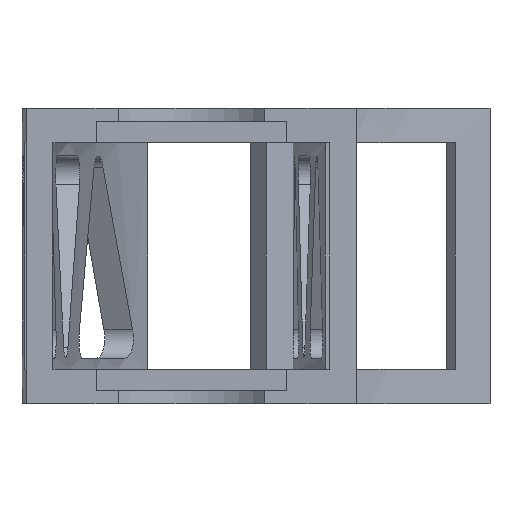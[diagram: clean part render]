
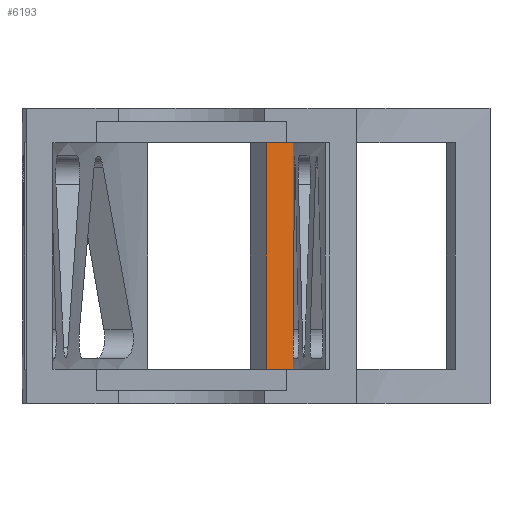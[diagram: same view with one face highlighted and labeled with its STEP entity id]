
A CAD part, left-side view. The second image highlights one B-rep face of the part: STEP entity #6193.
In plain terms, the highlighted planar face has unit normal (-0.731, -0.682, 0).
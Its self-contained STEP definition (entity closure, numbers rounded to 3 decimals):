
#32 = PLANE('',#33);
#33 = AXIS2_PLACEMENT_3D('',#34,#35,#36);
#34 = CARTESIAN_POINT('',(213.407,-15.793,0.));
#35 = DIRECTION('',(0.643,-0.766,0.));
#36 = DIRECTION('',(-0.766,-0.643,0.));
#197 = VERTEX_POINT('',#198);
#198 = CARTESIAN_POINT('',(210.729,-18.041,39.75));
#212 = PLANE('',#213);
#213 = AXIS2_PLACEMENT_3D('',#214,#215,#216);
#214 = CARTESIAN_POINT('',(216.84,-24.594,39.75));
#215 = DIRECTION('',(0.,0.,1.));
#216 = DIRECTION('',(-0.682,0.731,0.));
#224 = EDGE_CURVE('',#197,#225,#227,.T.);
#225 = VERTEX_POINT('',#226);
#226 = CARTESIAN_POINT('',(210.729,-18.041,5.25));
#227 = SURFACE_CURVE('',#228,(#232,#238),.PCURVE_S1.);
#228 = LINE('',#229,#230);
#229 = CARTESIAN_POINT('',(210.729,-18.041,2.625));
#230 = VECTOR('',#231,1.);
#231 = DIRECTION('',(0.,-0.,-1.));
#232 = PCURVE('',#32,#233);
#233 = DEFINITIONAL_REPRESENTATION('',(#234),#237);
#234 = B_SPLINE_CURVE_WITH_KNOTS('',1,(#235,#236),.UNSPECIFIED.,.F.,.F.,
  (2,2),(-37.125,-2.625),.PIECEWISE_BEZIER_KNOTS.);
#235 = CARTESIAN_POINT('',(3.496,-39.75));
#236 = CARTESIAN_POINT('',(3.496,-5.25));
#237 = ( GEOMETRIC_REPRESENTATION_CONTEXT(2) 
PARAMETRIC_REPRESENTATION_CONTEXT() REPRESENTATION_CONTEXT('2D SPACE',''
  ) );
#238 = PCURVE('',#239,#244);
#239 = PLANE('',#240);
#240 = AXIS2_PLACEMENT_3D('',#241,#242,#243);
#241 = CARTESIAN_POINT('',(216.84,-24.594,5.25));
#242 = DIRECTION('',(-0.731,-0.682,0.));
#243 = DIRECTION('',(0.,0.,1.));
#244 = DEFINITIONAL_REPRESENTATION('',(#245),#248);
#245 = B_SPLINE_CURVE_WITH_KNOTS('',1,(#246,#247),.UNSPECIFIED.,.F.,.F.,
  (2,2),(-37.125,-2.625),.PIECEWISE_BEZIER_KNOTS.);
#246 = CARTESIAN_POINT('',(34.5,8.96));
#247 = CARTESIAN_POINT('',(0.,8.96));
#248 = ( GEOMETRIC_REPRESENTATION_CONTEXT(2) 
PARAMETRIC_REPRESENTATION_CONTEXT() REPRESENTATION_CONTEXT('2D SPACE',''
  ) );
#266 = PLANE('',#267);
#267 = AXIS2_PLACEMENT_3D('',#268,#269,#270);
#268 = CARTESIAN_POINT('',(216.84,-24.594,5.25));
#269 = DIRECTION('',(0.,0.,1.));
#270 = DIRECTION('',(-0.682,0.731,0.));
#4451 = PLANE('',#4452);
#4452 = AXIS2_PLACEMENT_3D('',#4453,#4454,#4455);
#4453 = CARTESIAN_POINT('',(210.049,-6.315,5.25));
#4454 = DIRECTION('',(-0.682,0.731,0.));
#4455 = DIRECTION('',(0.,0.,1.));
#6070 = EDGE_CURVE('',#197,#6071,#6073,.T.);
#6071 = VERTEX_POINT('',#6072);
#6072 = CARTESIAN_POINT('',(204.564,-11.43,39.75));
#6073 = SURFACE_CURVE('',#6074,(#6078,#6085),.PCURVE_S1.);
#6074 = LINE('',#6075,#6076);
#6075 = CARTESIAN_POINT('',(216.84,-24.594,39.75));
#6076 = VECTOR('',#6077,1.);
#6077 = DIRECTION('',(-0.682,0.731,0.));
#6078 = PCURVE('',#212,#6079);
#6079 = DEFINITIONAL_REPRESENTATION('',(#6080),#6084);
#6080 = LINE('',#6081,#6082);
#6081 = CARTESIAN_POINT('',(0.,0.));
#6082 = VECTOR('',#6083,1.);
#6083 = DIRECTION('',(1.,0.));
#6084 = ( GEOMETRIC_REPRESENTATION_CONTEXT(2) 
PARAMETRIC_REPRESENTATION_CONTEXT() REPRESENTATION_CONTEXT('2D SPACE',''
  ) );
#6085 = PCURVE('',#239,#6086);
#6086 = DEFINITIONAL_REPRESENTATION('',(#6087),#6091);
#6087 = LINE('',#6088,#6089);
#6088 = CARTESIAN_POINT('',(34.5,0.));
#6089 = VECTOR('',#6090,1.);
#6090 = DIRECTION('',(0.,1.));
#6091 = ( GEOMETRIC_REPRESENTATION_CONTEXT(2) 
PARAMETRIC_REPRESENTATION_CONTEXT() REPRESENTATION_CONTEXT('2D SPACE',''
  ) );
#6193 = ADVANCED_FACE('',(#6194),#239,.T.);
#6194 = FACE_BOUND('',#6195,.T.);
#6195 = EDGE_LOOP('',(#6196,#6219,#6220,#6221));
#6196 = ORIENTED_EDGE('',*,*,#6197,.F.);
#6197 = EDGE_CURVE('',#225,#6198,#6200,.T.);
#6198 = VERTEX_POINT('',#6199);
#6199 = CARTESIAN_POINT('',(204.564,-11.43,5.25));
#6200 = SURFACE_CURVE('',#6201,(#6205,#6212),.PCURVE_S1.);
#6201 = LINE('',#6202,#6203);
#6202 = CARTESIAN_POINT('',(216.84,-24.594,5.25));
#6203 = VECTOR('',#6204,1.);
#6204 = DIRECTION('',(-0.682,0.731,0.));
#6205 = PCURVE('',#239,#6206);
#6206 = DEFINITIONAL_REPRESENTATION('',(#6207),#6211);
#6207 = LINE('',#6208,#6209);
#6208 = CARTESIAN_POINT('',(0.,0.));
#6209 = VECTOR('',#6210,1.);
#6210 = DIRECTION('',(0.,1.));
#6211 = ( GEOMETRIC_REPRESENTATION_CONTEXT(2) 
PARAMETRIC_REPRESENTATION_CONTEXT() REPRESENTATION_CONTEXT('2D SPACE',''
  ) );
#6212 = PCURVE('',#266,#6213);
#6213 = DEFINITIONAL_REPRESENTATION('',(#6214),#6218);
#6214 = LINE('',#6215,#6216);
#6215 = CARTESIAN_POINT('',(0.,0.));
#6216 = VECTOR('',#6217,1.);
#6217 = DIRECTION('',(1.,0.));
#6218 = ( GEOMETRIC_REPRESENTATION_CONTEXT(2) 
PARAMETRIC_REPRESENTATION_CONTEXT() REPRESENTATION_CONTEXT('2D SPACE',''
  ) );
#6219 = ORIENTED_EDGE('',*,*,#224,.F.);
#6220 = ORIENTED_EDGE('',*,*,#6070,.T.);
#6221 = ORIENTED_EDGE('',*,*,#6222,.T.);
#6222 = EDGE_CURVE('',#6071,#6198,#6223,.T.);
#6223 = SURFACE_CURVE('',#6224,(#6228,#6235),.PCURVE_S1.);
#6224 = LINE('',#6225,#6226);
#6225 = CARTESIAN_POINT('',(204.564,-11.43,5.25));
#6226 = VECTOR('',#6227,1.);
#6227 = DIRECTION('',(-0.,0.,-1.));
#6228 = PCURVE('',#239,#6229);
#6229 = DEFINITIONAL_REPRESENTATION('',(#6230),#6234);
#6230 = LINE('',#6231,#6232);
#6231 = CARTESIAN_POINT('',(0.,18.));
#6232 = VECTOR('',#6233,1.);
#6233 = DIRECTION('',(-1.,0.));
#6234 = ( GEOMETRIC_REPRESENTATION_CONTEXT(2) 
PARAMETRIC_REPRESENTATION_CONTEXT() REPRESENTATION_CONTEXT('2D SPACE',''
  ) );
#6235 = PCURVE('',#4451,#6236);
#6236 = DEFINITIONAL_REPRESENTATION('',(#6237),#6241);
#6237 = LINE('',#6238,#6239);
#6238 = CARTESIAN_POINT('',(0.,-7.5));
#6239 = VECTOR('',#6240,1.);
#6240 = DIRECTION('',(-1.,0.));
#6241 = ( GEOMETRIC_REPRESENTATION_CONTEXT(2) 
PARAMETRIC_REPRESENTATION_CONTEXT() REPRESENTATION_CONTEXT('2D SPACE',''
  ) );
